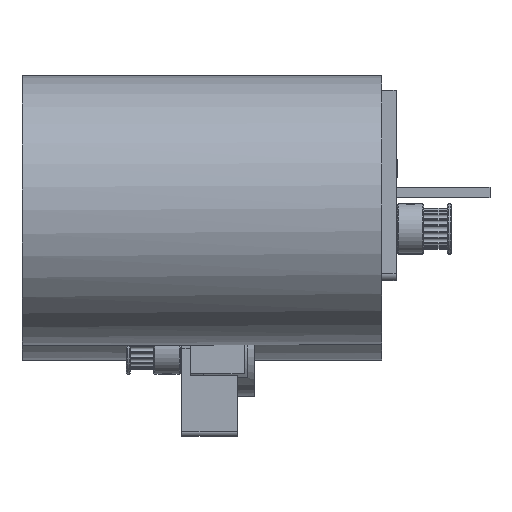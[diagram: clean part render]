
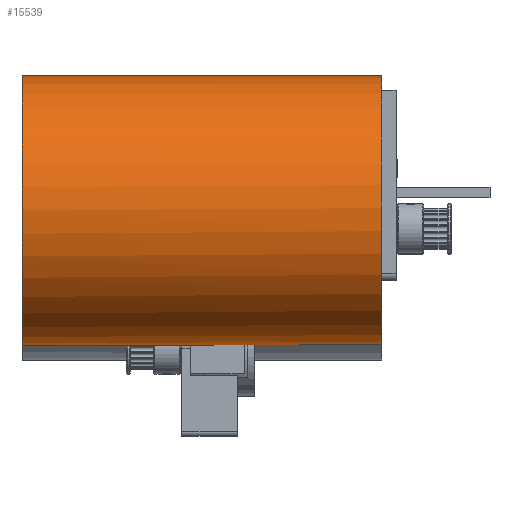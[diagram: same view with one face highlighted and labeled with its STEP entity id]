
A CAD part, left-side view. The second image highlights one B-rep face of the part: STEP entity #15539.
In plain terms, the highlighted cylindrical face has radius 40 mm (diameter 80 mm), a full revolution.
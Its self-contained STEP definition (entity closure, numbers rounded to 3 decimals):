
#2559=FACE_OUTER_BOUND('',#3490,.T.);
#3490=EDGE_LOOP('',(#14373,#14374,#14375,#14376,#14377,#14378,#14379,#14380,
#14381,#14382,#14383,#14384));
#4756=LINE('',#29889,#6033);
#4759=LINE('',#29895,#6036);
#4760=LINE('',#29899,#6037);
#4761=LINE('',#29902,#6038);
#4762=LINE('',#29906,#6039);
#6033=VECTOR('',#21643,1.);
#6036=VECTOR('',#21648,1.);
#6037=VECTOR('',#21651,1.);
#6038=VECTOR('',#21654,40.);
#6039=VECTOR('',#21657,1.);
#6670=CIRCLE('',#17234,40.);
#6672=CIRCLE('',#17237,40.);
#6684=CIRCLE('',#17256,40.);
#6685=CIRCLE('',#17257,40.);
#6686=CIRCLE('',#17258,40.);
#6687=CIRCLE('',#17259,40.);
#8046=VERTEX_POINT('',#29827);
#8048=VERTEX_POINT('',#29832);
#8049=VERTEX_POINT('',#29833);
#8071=VERTEX_POINT('',#29888);
#8073=VERTEX_POINT('',#29894);
#8074=VERTEX_POINT('',#29896);
#8075=VERTEX_POINT('',#29898);
#8076=VERTEX_POINT('',#29900);
#8077=VERTEX_POINT('',#29903);
#8078=VERTEX_POINT('',#29905);
#10149=EDGE_CURVE('',#8046,#8046,#6670,.T.);
#10151=EDGE_CURVE('',#8048,#8049,#6672,.T.);
#10178=EDGE_CURVE('',#8048,#8071,#4756,.T.);
#10181=EDGE_CURVE('',#8049,#8073,#4759,.T.);
#10182=EDGE_CURVE('',#8073,#8074,#6684,.T.);
#10183=EDGE_CURVE('',#8074,#8075,#4760,.T.);
#10184=EDGE_CURVE('',#8075,#8076,#6685,.T.);
#10185=EDGE_CURVE('',#8076,#8046,#4761,.T.);
#10186=EDGE_CURVE('',#8076,#8077,#6686,.T.);
#10187=EDGE_CURVE('',#8078,#8077,#4762,.T.);
#10188=EDGE_CURVE('',#8078,#8071,#6687,.T.);
#14373=ORIENTED_EDGE('',*,*,#10151,.T.);
#14374=ORIENTED_EDGE('',*,*,#10181,.T.);
#14375=ORIENTED_EDGE('',*,*,#10182,.T.);
#14376=ORIENTED_EDGE('',*,*,#10183,.T.);
#14377=ORIENTED_EDGE('',*,*,#10184,.T.);
#14378=ORIENTED_EDGE('',*,*,#10185,.T.);
#14379=ORIENTED_EDGE('',*,*,#10149,.F.);
#14380=ORIENTED_EDGE('',*,*,#10185,.F.);
#14381=ORIENTED_EDGE('',*,*,#10186,.T.);
#14382=ORIENTED_EDGE('',*,*,#10187,.F.);
#14383=ORIENTED_EDGE('',*,*,#10188,.T.);
#14384=ORIENTED_EDGE('',*,*,#10178,.F.);
#14739=CYLINDRICAL_SURFACE('',#17255,40.);
#15539=ADVANCED_FACE('',(#2559),#14739,.T.);
#17234=AXIS2_PLACEMENT_3D('',#29828,#21586,#21587);
#17237=AXIS2_PLACEMENT_3D('',#29834,#21592,#21593);
#17255=AXIS2_PLACEMENT_3D('',#29893,#21646,#21647);
#17256=AXIS2_PLACEMENT_3D('',#29897,#21649,#21650);
#17257=AXIS2_PLACEMENT_3D('',#29901,#21652,#21653);
#17258=AXIS2_PLACEMENT_3D('',#29904,#21655,#21656);
#17259=AXIS2_PLACEMENT_3D('',#29907,#21658,#21659);
#21586=DIRECTION('center_axis',(0.,0.,1.));
#21587=DIRECTION('ref_axis',(1.,0.,0.));
#21592=DIRECTION('center_axis',(0.,0.,1.));
#21593=DIRECTION('ref_axis',(1.,0.,0.));
#21643=DIRECTION('',(0.,0.,1.));
#21646=DIRECTION('center_axis',(0.,0.,-1.));
#21647=DIRECTION('ref_axis',(1.,0.,0.));
#21648=DIRECTION('',(0.,0.,1.));
#21649=DIRECTION('center_axis',(0.,0.,1.));
#21650=DIRECTION('ref_axis',(1.,0.,0.));
#21651=DIRECTION('',(0.,0.,1.));
#21652=DIRECTION('center_axis',(0.,0.,1.));
#21653=DIRECTION('ref_axis',(1.,0.,0.));
#21654=DIRECTION('',(0.,0.,1.));
#21655=DIRECTION('center_axis',(0.,0.,1.));
#21656=DIRECTION('ref_axis',(1.,0.,0.));
#21657=DIRECTION('',(0.,0.,1.));
#21658=DIRECTION('center_axis',(0.,0.,1.));
#21659=DIRECTION('ref_axis',(1.,0.,0.));
#29827=CARTESIAN_POINT('',(229.035,40.547,111.05));
#29828=CARTESIAN_POINT('Origin',(269.035,40.547,111.05));
#29832=CARTESIAN_POINT('',(232.431,24.418,4.25));
#29833=CARTESIAN_POINT('',(231.926,55.476,4.25));
#29834=CARTESIAN_POINT('Origin',(269.035,40.547,4.25));
#29888=CARTESIAN_POINT('',(232.431,24.418,12.05));
#29889=CARTESIAN_POINT('',(232.431,24.418,4.25));
#29893=CARTESIAN_POINT('Origin',(269.035,40.547,4.25));
#29894=CARTESIAN_POINT('',(231.926,55.476,12.05));
#29895=CARTESIAN_POINT('',(231.926,55.476,4.25));
#29896=CARTESIAN_POINT('',(229.778,48.222,12.05));
#29897=CARTESIAN_POINT('Origin',(269.035,40.547,12.05));
#29898=CARTESIAN_POINT('',(229.778,48.222,82.05));
#29899=CARTESIAN_POINT('',(229.778,48.222,12.05));
#29900=CARTESIAN_POINT('',(229.035,40.547,82.05));
#29901=CARTESIAN_POINT('Origin',(269.035,40.547,82.05));
#29902=CARTESIAN_POINT('',(229.035,40.547,4.25));
#29903=CARTESIAN_POINT('',(230.95,28.318,82.05));
#29904=CARTESIAN_POINT('Origin',(269.035,40.547,82.05));
#29905=CARTESIAN_POINT('',(230.95,28.318,12.05));
#29906=CARTESIAN_POINT('',(230.95,28.318,12.05));
#29907=CARTESIAN_POINT('Origin',(269.035,40.547,12.05));
